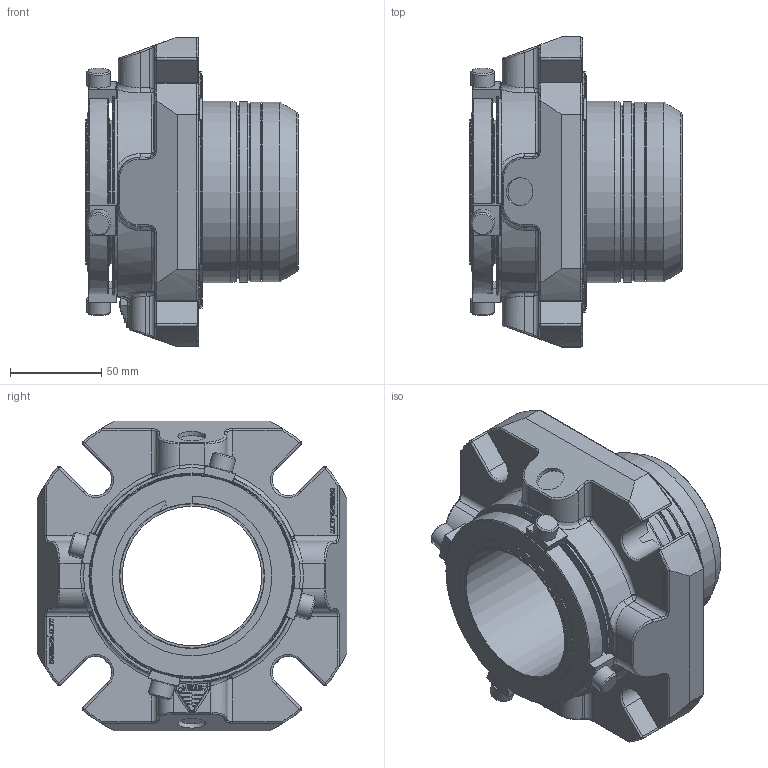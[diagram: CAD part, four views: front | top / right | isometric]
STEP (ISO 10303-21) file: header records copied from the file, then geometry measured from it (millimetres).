
FILE_DESCRIPTION(/* description */ ('Unknown'),/* implementation_level */ '2;1');
FILE_NAME(/* name */ '3.000',/* time_stamp */ '2023-01-30T15:40:30+00:00',/* author */ ('Unknown'),/* organization */ ('Unknown'),/* preprocessor_version */ 'ST-DEVELOPER v16.7',/* originating_system */ 'Solid Edge',/* authorisation */ 'Unknown');
FILE_SCHEMA (('AUTOMOTIVE_DESIGN {1 0 10303 214 3 1 1}'));
Length unit declared in the file: millimetre
Products named in the file (1): 3.000
Bounding box: 115.93 x 169.42 x 169.42 mm (x, y, z)
Volume: 872493.3 mm3; surface area: 133649.6 mm2
Topology: 1 solids, 1 shells, 978 faces, 2534 edges, 1564 vertices
Faces by surface type: cylinder 311, plane 274, bspline 231, torus 103, cone 33, sphere 26
Full cylindrical faces by diameter (mm): 2.194 x1, 13 x4, 15.342 x2, 76.2 x1, 78.638 x1, 79.35 x1, 80.188 x1, 94.742 x2, 97.079 x1, 98.044 x2, 98.45 x1, 99.212 x1, 111.125 x2, 112.649 x1, 126.365 x1, 127 x1
Entity records: 34392 total; most frequent: CARTESIAN_POINT 12287, ORIENTED_EDGE 4860, DIRECTION 4172, EDGE_CURVE 2430, AXIS2_PLACEMENT_3D 1572, VERTEX_POINT 1540, EDGE_LOOP 1082, FACE_BOUND 1082
